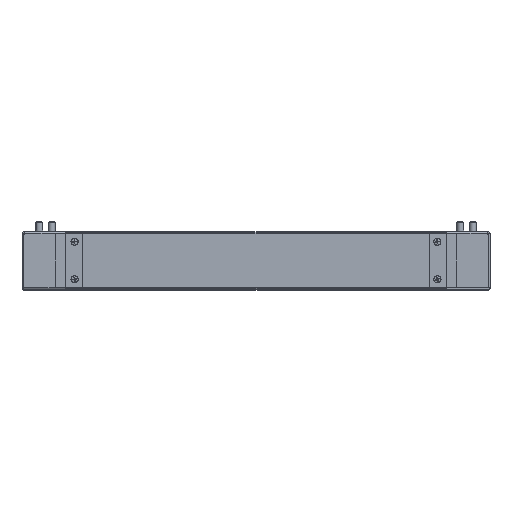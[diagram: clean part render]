
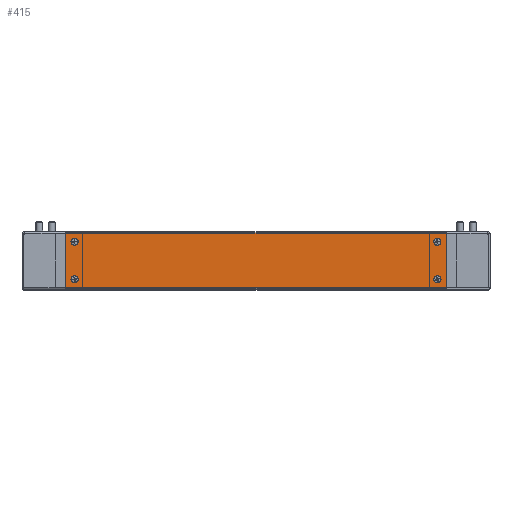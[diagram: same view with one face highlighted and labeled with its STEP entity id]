
A CAD part, top view. The second image highlights one B-rep face of the part: STEP entity #415.
In plain terms, the highlighted planar face has unit normal (0, 0, 1).
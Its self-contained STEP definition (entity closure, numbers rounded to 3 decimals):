
#57 = EDGE_CURVE ( 'NONE', #6034, #1545, #7652, .T. ) ;
#233 = DIRECTION ( 'NONE',  ( 0., 0., 1. ) ) ;
#286 = VERTEX_POINT ( 'NONE', #5078 ) ;
#313 = DIRECTION ( 'NONE',  ( 1., 0., 0. ) ) ;
#415 = ADVANCED_FACE ( 'NONE', ( #7504, #4238, #2893, #2206, #5520 ), #4798, .T. ) ;
#502 = CARTESIAN_POINT ( 'NONE',  ( 15.5, 17.5, -1658.369 ) ) ;
#558 = CARTESIAN_POINT ( 'NONE',  ( 643., 17.5, -1658.369 ) ) ;
#626 = EDGE_LOOP ( 'NONE', ( #3723, #6398 ) ) ;
#804 = ORIENTED_EDGE ( 'NONE', *, *, #57, .F. ) ;
#925 = AXIS2_PLACEMENT_3D ( 'NONE', #1566, #4966, #1651 ) ;
#953 = ORIENTED_EDGE ( 'NONE', *, *, #5086, .F. ) ;
#1006 = CARTESIAN_POINT ( 'NONE',  ( 658.5, 100., -1658.369 ) ) ;
#1078 = AXIS2_PLACEMENT_3D ( 'NONE', #4337, #2163, #7497 ) ;
#1361 = ORIENTED_EDGE ( 'NONE', *, *, #2506, .F. ) ;
#1535 = CARTESIAN_POINT ( 'NONE',  ( 19.5, 17.5, -1658.369 ) ) ;
#1545 = VERTEX_POINT ( 'NONE', #7289 ) ;
#1566 = CARTESIAN_POINT ( 'NONE',  ( 15.5, 82.5, -1658.369 ) ) ;
#1574 = EDGE_LOOP ( 'NONE', ( #2309, #1361 ) ) ;
#1651 = DIRECTION ( 'NONE',  ( -1., 0., 0. ) ) ;
#1683 = EDGE_CURVE ( 'NONE', #3320, #3624, #5721, .T. ) ;
#1772 = DIRECTION ( 'NONE',  ( 1., 0., 0. ) ) ;
#1907 = CARTESIAN_POINT ( 'NONE',  ( 643., 82.5, -1658.369 ) ) ;
#1993 = EDGE_CURVE ( 'NONE', #6585, #6680, #2473, .T. ) ;
#2008 = CIRCLE ( 'NONE', #7086, 4. ) ;
#2103 = ORIENTED_EDGE ( 'NONE', *, *, #2965, .T. ) ;
#2163 = DIRECTION ( 'NONE',  ( 0., 0., 1. ) ) ;
#2206 = FACE_BOUND ( 'NONE', #3279, .T. ) ;
#2272 = CIRCLE ( 'NONE', #2959, 4. ) ;
#2280 = DIRECTION ( 'NONE',  ( 0., 0., 1. ) ) ;
#2309 = ORIENTED_EDGE ( 'NONE', *, *, #4709, .F. ) ;
#2325 = CARTESIAN_POINT ( 'NONE',  ( 0., 0., -1658.369 ) ) ;
#2362 = CARTESIAN_POINT ( 'NONE',  ( 643., 82.5, -1658.369 ) ) ;
#2407 = CARTESIAN_POINT ( 'NONE',  ( 0., 2.5, -1658.369 ) ) ;
#2431 = ORIENTED_EDGE ( 'NONE', *, *, #1993, .T. ) ;
#2473 = LINE ( 'NONE', #8352, #2841 ) ;
#2506 = EDGE_CURVE ( 'NONE', #7982, #5663, #5849, .T. ) ;
#2524 = DIRECTION ( 'NONE',  ( -1., 0., 0. ) ) ;
#2537 = VECTOR ( 'NONE', #7330, 1000. ) ;
#2665 = EDGE_CURVE ( 'NONE', #6680, #2947, #4697, .T. ) ;
#2674 = DIRECTION ( 'NONE',  ( 1., 0., 0. ) ) ;
#2719 = DIRECTION ( 'NONE',  ( -1., 0., 0. ) ) ;
#2762 = DIRECTION ( 'NONE',  ( 0., 0., 1. ) ) ;
#2841 = VECTOR ( 'NONE', #5761, 1000. ) ;
#2848 = VECTOR ( 'NONE', #2674, 1000. ) ;
#2893 = FACE_BOUND ( 'NONE', #626, .T. ) ;
#2947 = VERTEX_POINT ( 'NONE', #2407 ) ;
#2959 = AXIS2_PLACEMENT_3D ( 'NONE', #5908, #2762, #2719 ) ;
#2965 = EDGE_CURVE ( 'NONE', #3725, #6585, #6294, .T. ) ;
#3177 = DIRECTION ( 'NONE',  ( 0., 0., 1. ) ) ;
#3246 = AXIS2_PLACEMENT_3D ( 'NONE', #6900, #233, #313 ) ;
#3279 = EDGE_LOOP ( 'NONE', ( #6054, #3778 ) ) ;
#3315 = CARTESIAN_POINT ( 'NONE',  ( 0., 2.5, -1658.369 ) ) ;
#3320 = VERTEX_POINT ( 'NONE', #3432 ) ;
#3432 = CARTESIAN_POINT ( 'NONE',  ( 639., 17.5, -1658.369 ) ) ;
#3465 = VERTEX_POINT ( 'NONE', #6324 ) ;
#3624 = VERTEX_POINT ( 'NONE', #8260 ) ;
#3723 = ORIENTED_EDGE ( 'NONE', *, *, #6765, .F. ) ;
#3725 = VERTEX_POINT ( 'NONE', #6530 ) ;
#3778 = ORIENTED_EDGE ( 'NONE', *, *, #4864, .F. ) ;
#3809 = AXIS2_PLACEMENT_3D ( 'NONE', #2325, #6091, #4832 ) ;
#3848 = DIRECTION ( 'NONE',  ( 0., 0., 1. ) ) ;
#4092 = EDGE_CURVE ( 'NONE', #3465, #286, #2008, .T. ) ;
#4238 = FACE_BOUND ( 'NONE', #1574, .T. ) ;
#4337 = CARTESIAN_POINT ( 'NONE',  ( 15.5, 82.5, -1658.369 ) ) ;
#4409 = ORIENTED_EDGE ( 'NONE', *, *, #2665, .T. ) ;
#4457 = DIRECTION ( 'NONE',  ( 0., 0., 1. ) ) ;
#4542 = EDGE_CURVE ( 'NONE', #2947, #3725, #6559, .T. ) ;
#4569 = DIRECTION ( 'NONE',  ( 1., 0., 0. ) ) ;
#4601 = AXIS2_PLACEMENT_3D ( 'NONE', #502, #4457, #7287 ) ;
#4697 = LINE ( 'NONE', #5387, #2537 ) ;
#4709 = EDGE_CURVE ( 'NONE', #5663, #7982, #6696, .T. ) ;
#4798 = PLANE ( 'NONE',  #3809 ) ;
#4832 = DIRECTION ( 'NONE',  ( 1., 0., 0. ) ) ;
#4864 = EDGE_CURVE ( 'NONE', #286, #3465, #7931, .T. ) ;
#4966 = DIRECTION ( 'NONE',  ( 0., 0., 1. ) ) ;
#5046 = ORIENTED_EDGE ( 'NONE', *, *, #4542, .T. ) ;
#5078 = CARTESIAN_POINT ( 'NONE',  ( 639., 82.5, -1658.369 ) ) ;
#5086 = EDGE_CURVE ( 'NONE', #1545, #6034, #5597, .T. ) ;
#5387 = CARTESIAN_POINT ( 'NONE',  ( 0., 100., -1658.369 ) ) ;
#5438 = VECTOR ( 'NONE', #7627, 1000. ) ;
#5520 = FACE_OUTER_BOUND ( 'NONE', #6734, .T. ) ;
#5597 = CIRCLE ( 'NONE', #1078, 4. ) ;
#5611 = CARTESIAN_POINT ( 'NONE',  ( 11.5, 17.5, -1658.369 ) ) ;
#5663 = VERTEX_POINT ( 'NONE', #1535 ) ;
#5721 = CIRCLE ( 'NONE', #5953, 4. ) ;
#5761 = DIRECTION ( 'NONE',  ( -1., 0., 0. ) ) ;
#5825 = CARTESIAN_POINT ( 'NONE',  ( 658.5, 97.5, -1658.369 ) ) ;
#5849 = CIRCLE ( 'NONE', #4601, 4. ) ;
#5908 = CARTESIAN_POINT ( 'NONE',  ( 643., 17.5, -1658.369 ) ) ;
#5953 = AXIS2_PLACEMENT_3D ( 'NONE', #558, #3177, #2524 ) ;
#6034 = VERTEX_POINT ( 'NONE', #7979 ) ;
#6054 = ORIENTED_EDGE ( 'NONE', *, *, #4092, .F. ) ;
#6091 = DIRECTION ( 'NONE',  ( 0., 0., 1. ) ) ;
#6165 = AXIS2_PLACEMENT_3D ( 'NONE', #1907, #3848, #4569 ) ;
#6294 = LINE ( 'NONE', #1006, #5438 ) ;
#6324 = CARTESIAN_POINT ( 'NONE',  ( 647., 82.5, -1658.369 ) ) ;
#6398 = ORIENTED_EDGE ( 'NONE', *, *, #1683, .F. ) ;
#6530 = CARTESIAN_POINT ( 'NONE',  ( 658.5, 2.5, -1658.369 ) ) ;
#6559 = LINE ( 'NONE', #3315, #2848 ) ;
#6585 = VERTEX_POINT ( 'NONE', #5825 ) ;
#6680 = VERTEX_POINT ( 'NONE', #7286 ) ;
#6696 = CIRCLE ( 'NONE', #3246, 4. ) ;
#6734 = EDGE_LOOP ( 'NONE', ( #4409, #5046, #2103, #2431 ) ) ;
#6765 = EDGE_CURVE ( 'NONE', #3624, #3320, #2272, .T. ) ;
#6900 = CARTESIAN_POINT ( 'NONE',  ( 15.5, 17.5, -1658.369 ) ) ;
#7086 = AXIS2_PLACEMENT_3D ( 'NONE', #2362, #2280, #1772 ) ;
#7286 = CARTESIAN_POINT ( 'NONE',  ( 0., 97.5, -1658.369 ) ) ;
#7287 = DIRECTION ( 'NONE',  ( 1., 0., 0. ) ) ;
#7289 = CARTESIAN_POINT ( 'NONE',  ( 19.5, 82.5, -1658.369 ) ) ;
#7330 = DIRECTION ( 'NONE',  ( 0., -1., 0. ) ) ;
#7497 = DIRECTION ( 'NONE',  ( -1., 0., 0. ) ) ;
#7504 = FACE_BOUND ( 'NONE', #8387, .T. ) ;
#7627 = DIRECTION ( 'NONE',  ( 0., 1., 0. ) ) ;
#7652 = CIRCLE ( 'NONE', #925, 4. ) ;
#7931 = CIRCLE ( 'NONE', #6165, 4. ) ;
#7979 = CARTESIAN_POINT ( 'NONE',  ( 11.5, 82.5, -1658.369 ) ) ;
#7982 = VERTEX_POINT ( 'NONE', #5611 ) ;
#8260 = CARTESIAN_POINT ( 'NONE',  ( 647., 17.5, -1658.369 ) ) ;
#8352 = CARTESIAN_POINT ( 'NONE',  ( 658.5, 97.5, -1658.369 ) ) ;
#8387 = EDGE_LOOP ( 'NONE', ( #953, #804 ) ) ;
